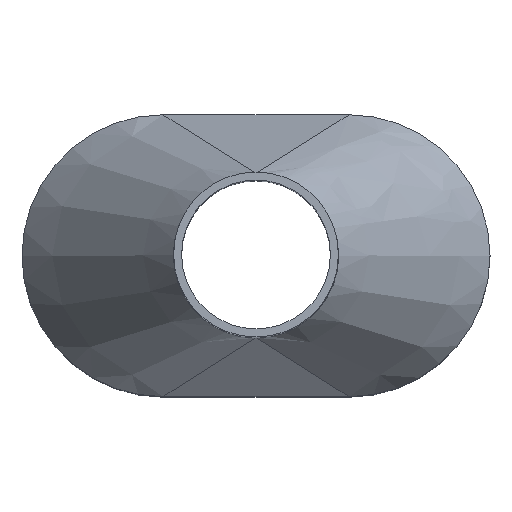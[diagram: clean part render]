
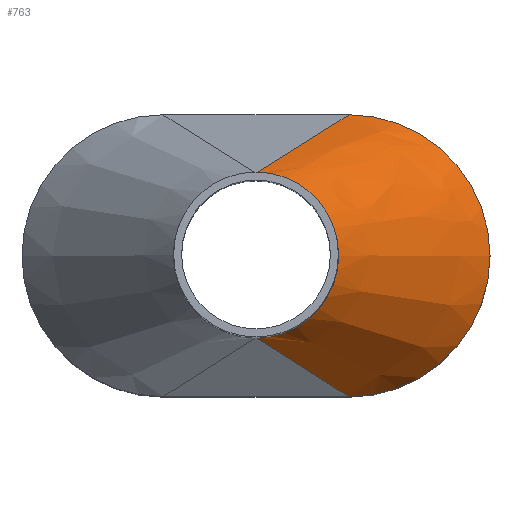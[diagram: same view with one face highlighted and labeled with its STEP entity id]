
A CAD part, top view. The second image highlights one B-rep face of the part: STEP entity #763.
In plain terms, the highlighted free-form (B-spline) face has degree [5, 5] with [6, 9] control points.
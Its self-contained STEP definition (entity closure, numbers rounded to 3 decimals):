
#222=AXIS2_PLACEMENT_3D('Circle Axis2P3D',#220,#221,$) ;
#217=CARTESIAN_POINT('Vertex',(6.15,5.3,5.4)) ;
#220=CARTESIAN_POINT('Axis2P3D Location',(6.15,2.65,5.4)) ;
#224=CARTESIAN_POINT('Vertex',(6.15,0.,5.4)) ;
#567=CARTESIAN_POINT('Vertex',(4.405,4.2,9.)) ;
#570=CARTESIAN_POINT('Line Origine',(5.278,4.75,7.2)) ;
#591=CARTESIAN_POINT('Vertex',(4.405,1.1,9.)) ;
#595=CARTESIAN_POINT('Control Point',(4.405,1.1,9.)) ;
#596=CARTESIAN_POINT('Control Point',(4.603,1.1,9.)) ;
#597=CARTESIAN_POINT('Control Point',(4.8,1.131,9.)) ;
#598=CARTESIAN_POINT('Control Point',(4.991,1.195,9.)) ;
#599=CARTESIAN_POINT('Control Point',(5.348,1.38,9.)) ;
#600=CARTESIAN_POINT('Control Point',(5.628,1.667,9.)) ;
#601=CARTESIAN_POINT('Control Point',(5.745,1.833,9.)) ;
#602=CARTESIAN_POINT('Control Point',(5.92,2.196,9.)) ;
#603=CARTESIAN_POINT('Control Point',(5.973,2.595,9.)) ;
#604=CARTESIAN_POINT('Control Point',(5.967,2.798,9.)) ;
#605=CARTESIAN_POINT('Control Point',(5.891,3.193,9.)) ;
#606=CARTESIAN_POINT('Control Point',(5.694,3.545,9.)) ;
#607=CARTESIAN_POINT('Control Point',(5.568,3.703,9.)) ;
#608=CARTESIAN_POINT('Control Point',(5.285,3.961,9.)) ;
#609=CARTESIAN_POINT('Control Point',(4.938,4.122,9.)) ;
#610=CARTESIAN_POINT('Control Point',(4.764,4.174,9.)) ;
#611=CARTESIAN_POINT('Control Point',(4.584,4.2,9.)) ;
#612=CARTESIAN_POINT('Control Point',(4.405,4.2,9.)) ;
#690=CARTESIAN_POINT('Line Origine',(5.278,0.55,7.2)) ;
#703=CARTESIAN_POINT('Control Point',(4.405,1.1,9.)) ;
#704=CARTESIAN_POINT('Control Point',(4.892,1.1,9.)) ;
#705=CARTESIAN_POINT('Control Point',(5.379,1.291,9.)) ;
#706=CARTESIAN_POINT('Control Point',(5.764,1.676,9.)) ;
#707=CARTESIAN_POINT('Control Point',(6.146,2.65,9.)) ;
#708=CARTESIAN_POINT('Control Point',(5.764,3.624,9.)) ;
#709=CARTESIAN_POINT('Control Point',(5.379,4.009,9.)) ;
#710=CARTESIAN_POINT('Control Point',(4.892,4.2,9.)) ;
#711=CARTESIAN_POINT('Control Point',(4.405,4.2,9.)) ;
#712=CARTESIAN_POINT('Control Point',(4.754,0.88,8.28)) ;
#713=CARTESIAN_POINT('Control Point',(5.31,0.88,8.28)) ;
#714=CARTESIAN_POINT('Control Point',(5.867,1.098,8.28)) ;
#715=CARTESIAN_POINT('Control Point',(6.306,1.538,8.28)) ;
#716=CARTESIAN_POINT('Control Point',(6.742,2.65,8.28)) ;
#717=CARTESIAN_POINT('Control Point',(6.306,3.762,8.28)) ;
#718=CARTESIAN_POINT('Control Point',(5.867,4.202,8.28)) ;
#719=CARTESIAN_POINT('Control Point',(5.31,4.42,8.28)) ;
#720=CARTESIAN_POINT('Control Point',(4.754,4.42,8.28)) ;
#721=CARTESIAN_POINT('Control Point',(5.103,0.66,7.56)) ;
#722=CARTESIAN_POINT('Control Point',(5.728,0.66,7.56)) ;
#723=CARTESIAN_POINT('Control Point',(6.354,0.905,7.56)) ;
#724=CARTESIAN_POINT('Control Point',(6.848,1.4,7.56)) ;
#725=CARTESIAN_POINT('Control Point',(7.338,2.65,7.56)) ;
#726=CARTESIAN_POINT('Control Point',(6.848,3.9,7.56)) ;
#727=CARTESIAN_POINT('Control Point',(6.354,4.395,7.56)) ;
#728=CARTESIAN_POINT('Control Point',(5.728,4.64,7.56)) ;
#729=CARTESIAN_POINT('Control Point',(5.103,4.64,7.56)) ;
#730=CARTESIAN_POINT('Control Point',(5.452,0.44,6.84)) ;
#731=CARTESIAN_POINT('Control Point',(6.146,0.44,6.84)) ;
#732=CARTESIAN_POINT('Control Point',(6.841,0.712,6.84)) ;
#733=CARTESIAN_POINT('Control Point',(7.39,1.261,6.84)) ;
#734=CARTESIAN_POINT('Control Point',(7.934,2.65,6.84)) ;
#735=CARTESIAN_POINT('Control Point',(7.39,4.039,6.84)) ;
#736=CARTESIAN_POINT('Control Point',(6.841,4.588,6.84)) ;
#737=CARTESIAN_POINT('Control Point',(6.146,4.86,6.84)) ;
#738=CARTESIAN_POINT('Control Point',(5.452,4.86,6.84)) ;
#739=CARTESIAN_POINT('Control Point',(5.801,0.22,6.12)) ;
#740=CARTESIAN_POINT('Control Point',(6.564,0.22,6.12)) ;
#741=CARTESIAN_POINT('Control Point',(7.329,0.519,6.12)) ;
#742=CARTESIAN_POINT('Control Point',(7.932,1.123,6.12)) ;
#743=CARTESIAN_POINT('Control Point',(8.53,2.65,6.12)) ;
#744=CARTESIAN_POINT('Control Point',(7.932,4.177,6.12)) ;
#745=CARTESIAN_POINT('Control Point',(7.329,4.781,6.12)) ;
#746=CARTESIAN_POINT('Control Point',(6.564,5.08,6.12)) ;
#747=CARTESIAN_POINT('Control Point',(5.801,5.08,6.12)) ;
#748=CARTESIAN_POINT('Control Point',(6.15,0.,5.4)) ;
#749=CARTESIAN_POINT('Control Point',(6.983,0.,5.4)) ;
#750=CARTESIAN_POINT('Control Point',(7.816,0.326,5.4)) ;
#751=CARTESIAN_POINT('Control Point',(8.474,0.985,5.4)) ;
#752=CARTESIAN_POINT('Control Point',(9.126,2.65,5.4)) ;
#753=CARTESIAN_POINT('Control Point',(8.474,4.315,5.4)) ;
#754=CARTESIAN_POINT('Control Point',(7.816,4.974,5.4)) ;
#755=CARTESIAN_POINT('Control Point',(6.983,5.3,5.4)) ;
#756=CARTESIAN_POINT('Control Point',(6.15,5.3,5.4)) ;
#221=DIRECTION('Axis2P3D Direction',(0.,-0.,1.)) ;
#571=DIRECTION('Vector Direction',(0.421,0.265,-0.868)) ;
#691=DIRECTION('Vector Direction',(0.421,-0.265,-0.868)) ;
#572=VECTOR('Line Direction',#571,1.) ;
#692=VECTOR('Line Direction',#691,1.) ;
#758=ORIENTED_EDGE('',*,*,#226,.T.) ;
#759=ORIENTED_EDGE('',*,*,#574,.F.) ;
#760=ORIENTED_EDGE('',*,*,#613,.F.) ;
#761=ORIENTED_EDGE('',*,*,#694,.T.) ;
#763=ADVANCED_FACE('S3D-Kragen',(#762),#702,.T.) ;
#594=B_SPLINE_CURVE_WITH_KNOTS('',5,(#595,#596,#597,#598,#599,#600,#601,#602,#603,#604,#605,#606,#607,#608,#609,#610,#611,#612),.UNSPECIFIED.,.F.,.U.,(6,3,3,3,3,6),(0.,1.398,2.804,4.211,5.617,6.885),.UNSPECIFIED.) ;
#702=B_SPLINE_SURFACE_WITH_KNOTS('',5,5,((#703,#704,#705,#706,#707,#708,#709,#710,#711),(#712,#713,#714,#715,#716,#717,#718,#719,#720),(#721,#722,#723,#724,#725,#726,#727,#728,#729),(#730,#731,#732,#733,#734,#735,#736,#737,#738),(#739,#740,#741,#742,#743,#744,#745,#746,#747),(#748,#749,#750,#751,#752,#753,#754,#755,#756)),.UNSPECIFIED.,.F.,.F.,.U.,(6,6),(6,3,6),(0.,4.359),(4.869,7.304,9.739),.UNSPECIFIED.) ;
#223=CIRCLE('generated circle',#222,2.65) ;
#226=EDGE_CURVE('',#225,#218,#223,.T.) ;
#574=EDGE_CURVE('',#568,#218,#573,.T.) ;
#613=EDGE_CURVE('',#592,#568,#594,.T.) ;
#694=EDGE_CURVE('',#592,#225,#693,.T.) ;
#757=EDGE_LOOP('',(#758,#759,#760,#761)) ;
#762=FACE_OUTER_BOUND('',#757,.T.) ;
#573=LINE('Line',#570,#572) ;
#693=LINE('Line',#690,#692) ;
#218=VERTEX_POINT('',#217) ;
#225=VERTEX_POINT('',#224) ;
#568=VERTEX_POINT('',#567) ;
#592=VERTEX_POINT('',#591) ;
